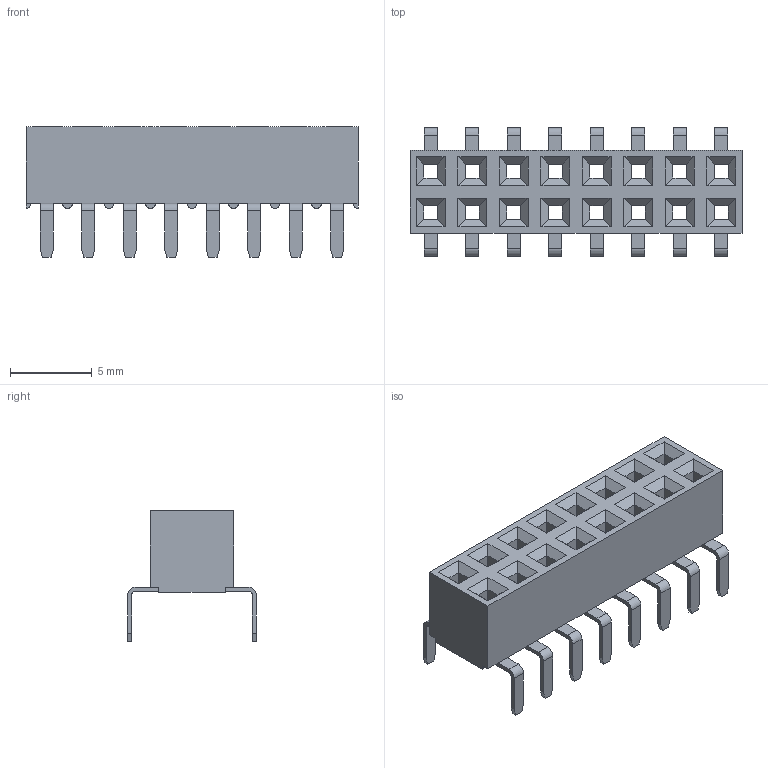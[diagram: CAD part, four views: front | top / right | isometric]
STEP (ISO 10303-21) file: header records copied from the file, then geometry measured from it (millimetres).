
FILE_DESCRIPTION(/* description */ (''),/* implementation_level */ '2;1');
FILE_NAME(/* name */ '966216-6702-XX',/* time_stamp */ '2007-06-15T15:48:38+02:00',/* author */ (''),/* organization */ (''),/* preprocessor_version */ 'ST-DEVELOPER v9',/* originating_system */ 'UGS - NX 4.0',/* authorisation */ '');
FILE_SCHEMA (('AUTOMOTIVE_DESIGN { 1 0 10303 214 1 1 1 1 }'));
Length unit declared in the file: millimetre
Products named in the file (1): 966216-6702-XX
Bounding box: 20.32 x 7.87 x 8 mm (x, y, z)
Volume: 444.2 mm3; surface area: 839.2 mm2
Topology: 1 solids, 1 shells, 337 faces, 936 edges, 592 vertices
Faces by surface type: plane 296, cylinder 41
Entity records: 10592 total; most frequent: ORIENTED_EDGE 1872, CARTESIAN_POINT 1866, DIRECTION 1694, EDGE_CURVE 936, LINE 854, VECTOR 854, VERTEX_POINT 592, AXIS2_PLACEMENT_3D 420
